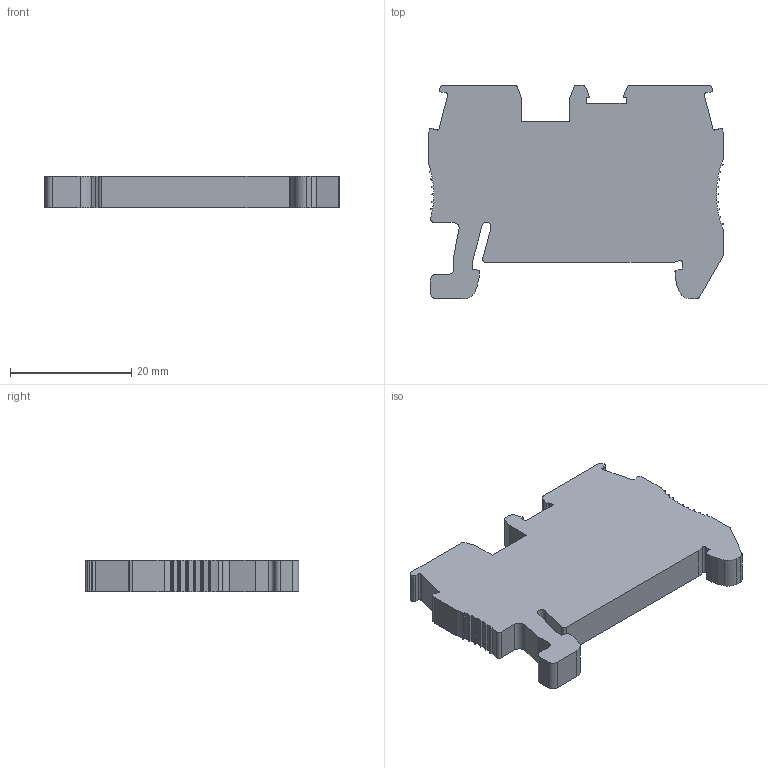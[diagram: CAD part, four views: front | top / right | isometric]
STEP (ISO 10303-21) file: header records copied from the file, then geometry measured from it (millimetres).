
FILE_DESCRIPTION((''),'2;1');
FILE_NAME('PRT0002','2019-11-19T',('Administrator'),(''),'PRO/ENGINEER BY PARAMETRIC TECHNOLOGY CORPORATION, 2008380','PRO/ENGINEER BY PARAMETRIC TECHNOLOGY CORPORATION, 2008380','');
FILE_SCHEMA(('CONFIG_CONTROL_DESIGN'));
Length unit declared in the file: millimetre
Products named in the file (1): PRT0002
Bounding box: 48.5 x 35.2 x 5.2 mm (x, y, z)
Volume: 6900.9 mm3; surface area: 3805.2 mm2
Topology: 1 solids, 1 shells, 146 faces, 432 edges, 288 vertices
Faces by surface type: plane 84, cylinder 62
Entity records: 4938 total; most frequent: CARTESIAN_POINT 866, ORIENTED_EDGE 864, DIRECTION 848, EDGE_CURVE 432, VECTOR 308, LINE 308, VERTEX_POINT 288, AXIS2_PLACEMENT_3D 270
